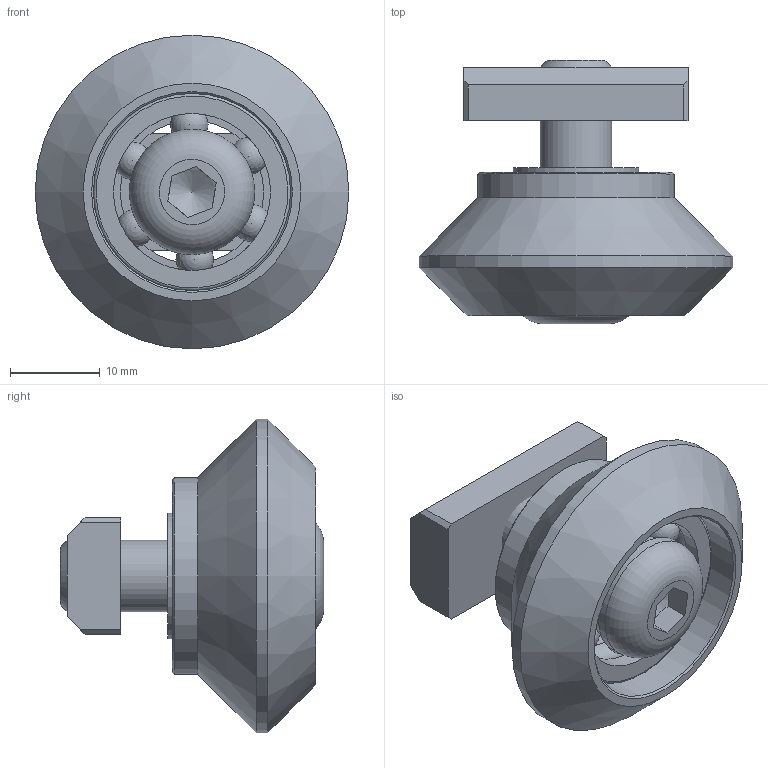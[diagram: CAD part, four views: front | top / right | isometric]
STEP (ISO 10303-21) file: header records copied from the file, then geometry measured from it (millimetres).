
FILE_DESCRIPTION(/* description */ ('Rolka do profilu typu "C" - Użyć podkładki dystansowej do regulacji drzwi'),/* implementation_level */ '2;1');
FILE_NAME(/* name */ '801035.stp',/* time_stamp */ '2022-09-08T13:15:03+02:00',/* author */ ('aluteckkpl_am'),/* organization */ (''),/* preprocessor_version */ 'ST-DEVELOPER v18.1',/* originating_system */ 'Autodesk Inventor 2021',/* authorisation */ '');
FILE_SCHEMA (('CONFIG_CONTROL_DESIGN'));
Length unit declared in the file: millimetre
Products named in the file (1): 801035
Bounding box: 35 x 29.4 x 35 mm (x, y, z)
Volume: 10732.1 mm3; surface area: 8200.4 mm2
Topology: 5 solids, 5 shells, 75 faces, 241 edges, 168 vertices
Faces by surface type: plane 30, torus 18, cylinder 15, cone 6, sphere 6
Full cylindrical faces by diameter (mm): 6.647 x1, 8 x3, 12.48 x2, 14 x2, 16 x1, 17.52 x2, 22 x3, 35 x1
Entity records: 2861 total; most frequent: CARTESIAN_POINT 610, DIRECTION 475, ORIENTED_EDGE 456, EDGE_CURVE 228, AXIS2_PLACEMENT_3D 206, VERTEX_POINT 168, CIRCLE 130, EDGE_LOOP 100
